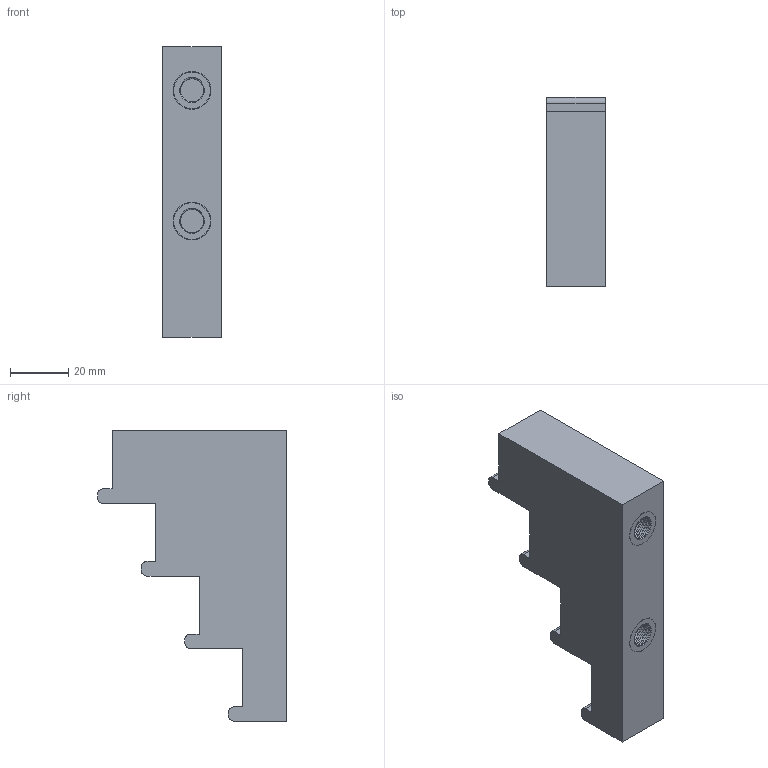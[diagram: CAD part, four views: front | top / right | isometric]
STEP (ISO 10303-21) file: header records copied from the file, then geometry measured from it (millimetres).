
FILE_DESCRIPTION (( 'STEP AP203' ), '1' );
FILE_NAME ('Èçîëÿòîðû øèííûå ëåñåíêà EKF PROxima (300À).STEP', '2016-11-02T19:37:53', ( '' ), ( '' ), 'SwSTEP 2.0', 'SolidWorks 2014', '' );
FILE_SCHEMA (( 'CONFIG_CONTROL_DESIGN' ));
Length unit declared in the file: millimetre
Products named in the file (4): Èçîëÿòîðû øèííûå ëåñåíêà EKF PROxima (300À); Ì6õ10; Ì8õ12
Assembly tree (7 placements, depth 2):
  Èçîëÿòîðû øèííûå ëåñåíêà EKF PROxima (300À)
    Èçîëÿòîðû øèííûå ëåñåíêà EKF PROxima (300À)
    Ì8õ12  x2
    Ì6õ10  x4
Bounding box: 20 x 65 x 100 mm (x, y, z)
Volume: 74201.4 mm3; surface area: 21800 mm2
Topology: 7 solids, 7 shells, 544 faces, 1460 edges, 948 vertices
Faces by surface type: plane 234, cylinder 168, cone 82, torus 48, bspline 12
Entity records: 12372 total; most frequent: CARTESIAN_POINT 5068, ORIENTED_EDGE 1474, DIRECTION 1398, EDGE_CURVE 737, AXIS2_PLACEMENT_3D 510, VERTEX_POINT 478, LINE 378, VECTOR 378
